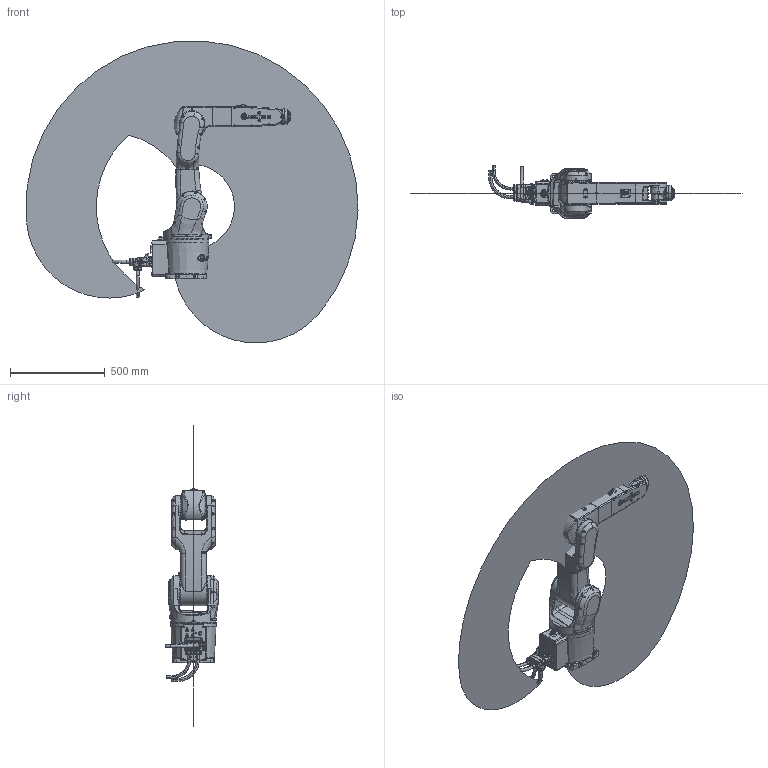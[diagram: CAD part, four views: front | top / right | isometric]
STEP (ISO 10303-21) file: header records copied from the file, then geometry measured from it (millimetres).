
FILE_DESCRIPTION (( 'STEP AP214' ), '1' );
FILE_NAME ('AX-7L.STEP', '2024-03-25T03:24:16', ( '' ), ( '' ), 'SwSTEP 2.0', 'SolidWorks 2018', '' );
FILE_SCHEMA (( 'AUTOMOTIVE_DESIGN' ));
Length unit declared in the file: millimetre
Products named in the file (11): XB7&12-yao-A^XB7L(XBC3)_Models(2)_XB7L(XBC3)_Models; XB7&12-3Dwork-B^XB7L(XBC3)_Models(2)_XB7L(XBC3)_Models; XB7-shuchu-A^XB7L(XBC3)_Models(2)_XB7L(XBC3)_Models; XB7&12-shouwan-A^XB7L(XBC3)_Models(2)_XB7L(XBC3)_Models; XB7&12-base-A^XB7L(XBC3)_Models(2)_XB7L(XBC3)_Models; XB7&12-xiaobihou-A^XB7L(XBC3)_Models(2)_XB7L(XBC3)_Models; AX-7L; AUTECH恅趼LOGO - 萵掛; XB7L(XBC3)_Models(2)^XB7L(XBC3)_Models; XB7&12-xiaobiqian-Blogo^XB7L(XBC3)_Models(2)_XB7L(XBC3)_Models; XB7&12-dabi-B^XB7L(XBC3)_Models(2)_XB7L(XBC3)_Models
Assembly tree (11 placements, depth 3):
  AX-7L
    XB7L(XBC3)_Models(2)^XB7L(XBC3)_Models
      XB7&12-base-A^XB7L(XBC3)_Models(2)_XB7L(XBC3)_Models
      XB7&12-yao-A^XB7L(XBC3)_Models(2)_XB7L(XBC3)_Models
      XB7&12-dabi-B^XB7L(XBC3)_Models(2)_XB7L(XBC3)_Models
      XB7&12-xiaobihou-A^XB7L(XBC3)_Models(2)_XB7L(XBC3)_Models
      XB7&12-xiaobiqian-Blogo^XB7L(XBC3)_Models(2)_XB7L(XBC3)_Models
      XB7&12-shouwan-A^XB7L(XBC3)_Models(2)_XB7L(XBC3)_Models
      XB7-shuchu-A^XB7L(XBC3)_Models(2)_XB7L(XBC3)_Models
      XB7&12-3Dwork-B^XB7L(XBC3)_Models(2)_XB7L(XBC3)_Models
    AUTECH恅趼LOGO - 萵掛  x2
Bounding box: 1752.59 x 276 x 1593.37 mm (x, y, z)
Volume: 33494044.5 mm3; surface area: 3215833.8 mm2
Topology: 33 solids, 41 shells, 4242 faces, 10312 edges, 6264 vertices
Faces by surface type: plane 1263, cylinder 1238, bspline 1012, torus 343, cone 315, sphere 71
Entity records: 198726 total; most frequent: CARTESIAN_POINT 109879, ORIENTED_EDGE 19614, DIRECTION 16604, EDGE_CURVE 9810, AXIS2_PLACEMENT_3D 6682, VERTEX_POINT 6029, EDGE_LOOP 4378, ADVANCED_FACE 4094
